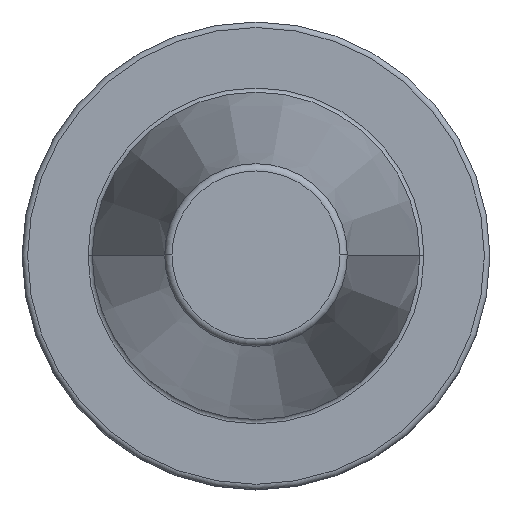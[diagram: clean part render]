
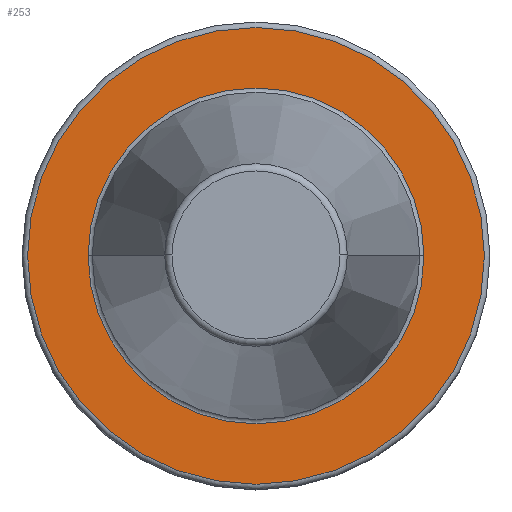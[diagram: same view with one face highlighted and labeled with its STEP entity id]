
A CAD part, top view. The second image highlights one B-rep face of the part: STEP entity #253.
In plain terms, the highlighted planar face has unit normal (0, 0, 1).
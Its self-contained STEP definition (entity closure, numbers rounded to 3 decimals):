
#253=ADVANCED_FACE('',(#332,#333),#313,.T.);
#313=PLANE('',#995);
#332=FACE_BOUND('',#342,.T.);
#333=FACE_BOUND('',#343,.T.);
#342=EDGE_LOOP('',(#407));
#343=EDGE_LOOP('',(#408,#409));
#407=ORIENTED_EDGE('',*,*,#762,.T.);
#408=ORIENTED_EDGE('',*,*,#763,.F.);
#409=ORIENTED_EDGE('',*,*,#764,.F.);
#679=VERTEX_POINT('',#1418);
#680=VERTEX_POINT('',#1420);
#681=VERTEX_POINT('',#1421);
#762=EDGE_CURVE('',#679,#679,#898,.T.);
#763=EDGE_CURVE('',#680,#681,#899,.T.);
#764=EDGE_CURVE('',#681,#680,#900,.T.);
#898=CIRCLE('',#992,31.);
#899=CIRCLE('',#993,22.79);
#900=CIRCLE('',#994,22.79);
#992=AXIS2_PLACEMENT_3D('',#1417,#1121,#1122);
#993=AXIS2_PLACEMENT_3D('',#1419,#1123,#1124);
#994=AXIS2_PLACEMENT_3D('',#1422,#1125,#1126);
#995=AXIS2_PLACEMENT_3D('',#1423,#1127,#1128);
#1121=DIRECTION('',(0.,0.,1.));
#1122=DIRECTION('',(1.,0.,0.));
#1123=DIRECTION('',(0.,0.,1.));
#1124=DIRECTION('',(1.,0.,0.));
#1125=DIRECTION('',(0.,0.,1.));
#1126=DIRECTION('',(1.,0.,0.));
#1127=DIRECTION('',(0.,0.,1.));
#1128=DIRECTION('',(-1.,0.,0.));
#1417=CARTESIAN_POINT('',(0.,0.,-3.2));
#1418=CARTESIAN_POINT('',(31.,0.,-3.2));
#1419=CARTESIAN_POINT('',(0.,0.,-3.2));
#1420=CARTESIAN_POINT('',(22.79,0.,-3.2));
#1421=CARTESIAN_POINT('',(-22.79,0.,-3.2));
#1422=CARTESIAN_POINT('',(0.,0.,-3.2));
#1423=CARTESIAN_POINT('',(0.,22.79,-3.2));
